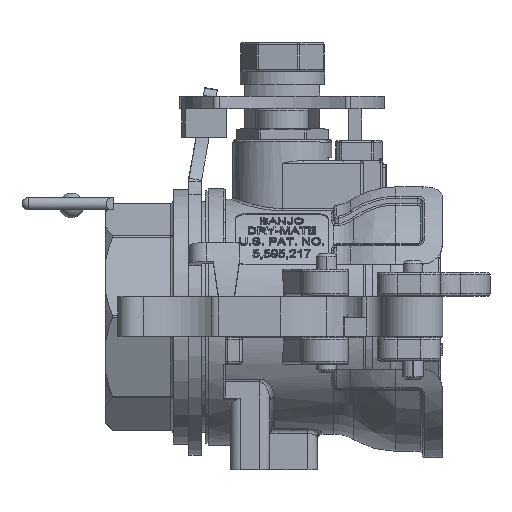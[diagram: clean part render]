
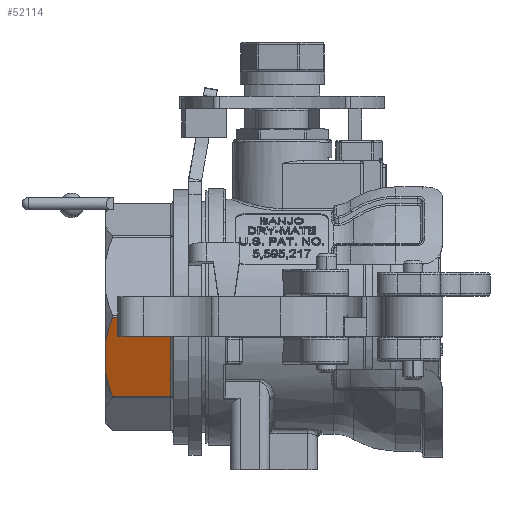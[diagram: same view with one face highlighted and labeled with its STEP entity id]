
A CAD part, top view. The second image highlights one B-rep face of the part: STEP entity #52114.
In plain terms, the highlighted face is planar.
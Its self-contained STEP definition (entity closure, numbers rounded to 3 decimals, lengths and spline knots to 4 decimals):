
#186=(
BOUNDED_CURVE()
B_SPLINE_CURVE(2,(#107653,#107654,#107655),.UNSPECIFIED.,.F.,.F.)
B_SPLINE_CURVE_WITH_KNOTS((3,3),(0.0316,0.8507),
 .UNSPECIFIED.)
CURVE()
GEOMETRIC_REPRESENTATION_ITEM()
RATIONAL_B_SPLINE_CURVE((1.,1.007,1.))
REPRESENTATION_ITEM('')
);
#187=(
BOUNDED_CURVE()
B_SPLINE_CURVE(2,(#107659,#107660,#107661),.UNSPECIFIED.,.F.,.F.)
B_SPLINE_CURVE_WITH_KNOTS((3,3),(0.,0.819),.UNSPECIFIED.)
CURVE()
GEOMETRIC_REPRESENTATION_ITEM()
RATIONAL_B_SPLINE_CURVE((1.,1.007,1.))
REPRESENTATION_ITEM('')
);
#1129=PLANE('',#55936);
#4579=FACE_OUTER_BOUND('',#7634,.T.);
#7634=EDGE_LOOP('',(#42156,#42157,#42158,#42159,#42160,#42161));
#14900=LINE('',#107622,#18556);
#14901=LINE('',#107647,#18557);
#14903=LINE('',#107657,#18559);
#14904=LINE('',#107662,#18560);
#18556=VECTOR('',#63875,0.3937);
#18557=VECTOR('',#63882,0.3937);
#18559=VECTOR('',#63888,0.3937);
#18560=VECTOR('',#63889,0.3937);
#23303=VERTEX_POINT('',#107610);
#23304=VERTEX_POINT('',#107621);
#23305=VERTEX_POINT('',#107646);
#23307=VERTEX_POINT('',#107652);
#23308=VERTEX_POINT('',#107656);
#23309=VERTEX_POINT('',#107658);
#29945=EDGE_CURVE('',#23303,#23304,#14900,.T.);
#29948=EDGE_CURVE('',#23304,#23305,#14901,.T.);
#29951=EDGE_CURVE('',#23303,#23307,#186,.T.);
#29952=EDGE_CURVE('',#23307,#23308,#14903,.T.);
#29953=EDGE_CURVE('',#23308,#23309,#187,.T.);
#29954=EDGE_CURVE('',#23305,#23309,#14904,.T.);
#42156=ORIENTED_EDGE('',*,*,#29945,.F.);
#42157=ORIENTED_EDGE('',*,*,#29951,.T.);
#42158=ORIENTED_EDGE('',*,*,#29952,.T.);
#42159=ORIENTED_EDGE('',*,*,#29953,.T.);
#42160=ORIENTED_EDGE('',*,*,#29954,.F.);
#42161=ORIENTED_EDGE('',*,*,#29948,.F.);
#52114=ADVANCED_FACE('',(#4579),#1129,.T.);
#55936=AXIS2_PLACEMENT_3D('',#107651,#63886,#63887);
#63875=DIRECTION('',(0.,-1.,0.));
#63882=DIRECTION('',(-0.924,0.,-0.383));
#63886=DIRECTION('center_axis',(-0.383,0.,0.924));
#63887=DIRECTION('ref_axis',(-0.924,0.,-0.383));
#63888=DIRECTION('',(-0.924,0.,-0.383));
#63889=DIRECTION('',(0.,1.,0.));
#107610=CARTESIAN_POINT('',(-0.0115,1.6147,1.4327));
#107621=CARTESIAN_POINT('',(-0.0115,0.88,1.4327));
#107622=CARTESIAN_POINT('',(-0.0115,1.7,1.4327));
#107646=CARTESIAN_POINT('',(-1.0049,0.88,1.0212));
#107647=CARTESIAN_POINT('',(0.4394,0.88,1.6194));
#107651=CARTESIAN_POINT('Origin',(0.,1.7,1.4374));
#107652=CARTESIAN_POINT('',(-0.2976,1.7,1.3141));
#107653=CARTESIAN_POINT('Ctrl Pts',(-0.0115,1.6147,
1.4327));
#107654=CARTESIAN_POINT('Ctrl Pts',(-0.1589,1.6746,
1.3716));
#107655=CARTESIAN_POINT('Ctrl Pts',(-0.2976,1.7,1.3141));
#107656=CARTESIAN_POINT('',(-0.7188,1.7,1.1397));
#107657=CARTESIAN_POINT('',(0.,1.7,1.4374));
#107658=CARTESIAN_POINT('',(-1.0049,1.6147,1.0212));
#107659=CARTESIAN_POINT('Ctrl Pts',(-0.7188,1.7,1.1397));
#107660=CARTESIAN_POINT('Ctrl Pts',(-0.8575,1.6746,
1.0822));
#107661=CARTESIAN_POINT('Ctrl Pts',(-1.0049,1.6147,
1.0212));
#107662=CARTESIAN_POINT('',(-1.0049,1.7,1.0212));
